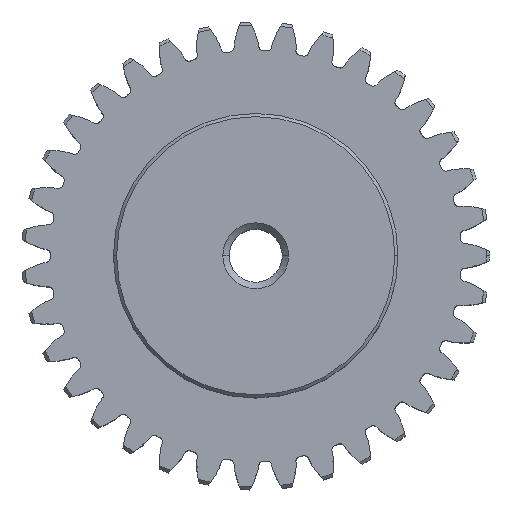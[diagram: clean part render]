
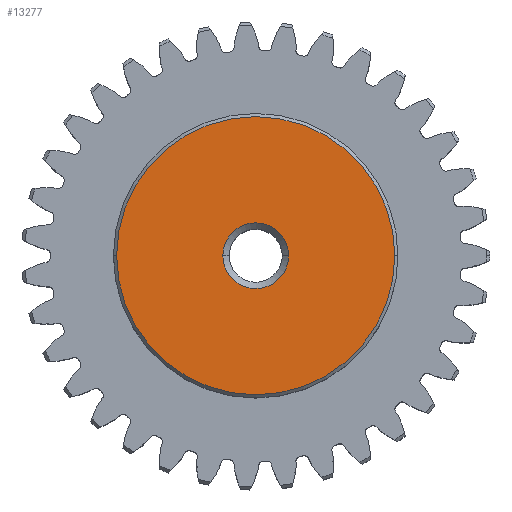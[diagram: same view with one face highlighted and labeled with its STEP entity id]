
A CAD part, top view. The second image highlights one B-rep face of the part: STEP entity #13277.
In plain terms, the highlighted planar face has unit normal (0, 0, 1).
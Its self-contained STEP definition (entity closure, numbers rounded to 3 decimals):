
#5326=CARTESIAN_POINT('',(0.,0.,35.));
#5327=DIRECTION('',(0.,0.,1.));
#5328=DIRECTION('',(1.,0.,0.));
#5329=AXIS2_PLACEMENT_3D('',#5326,#5327,#5328);
#5331=CARTESIAN_POINT('',(0.,0.,35.));
#5332=DIRECTION('',(0.,0.,1.));
#5333=DIRECTION('',(-1.,0.,0.));
#5334=AXIS2_PLACEMENT_3D('',#5331,#5332,#5333);
#5336=CARTESIAN_POINT('',(0.,0.,35.));
#5337=DIRECTION('',(0.,0.,-1.));
#5338=DIRECTION('',(1.,0.,0.));
#5339=AXIS2_PLACEMENT_3D('',#5336,#5337,#5338);
#5341=CARTESIAN_POINT('',(0.,0.,35.));
#5342=DIRECTION('',(0.,0.,-1.));
#5343=DIRECTION('',(-1.,0.,0.));
#5344=AXIS2_PLACEMENT_3D('',#5341,#5342,#5343);
#6474=CARTESIAN_POINT('',(-22.,0.,35.));
#6475=VERTEX_POINT('',#6474);
#6476=CARTESIAN_POINT('',(22.,0.,35.));
#6477=VERTEX_POINT('',#6476);
#6478=CARTESIAN_POINT('',(5.2,0.,35.));
#6479=CARTESIAN_POINT('',(-5.2,0.,35.));
#6480=VERTEX_POINT('',#6478);
#6481=VERTEX_POINT('',#6479);
#13262=CARTESIAN_POINT('',(0.,0.,35.));
#13263=DIRECTION('',(0.,0.,1.));
#13264=DIRECTION('',(1.,0.,0.));
#13265=AXIS2_PLACEMENT_3D('',#13262,#13263,#13264);
#13266=PLANE('',#13265);
#13267=ORIENTED_EDGE('',*,*,#13245,.F.);
#13268=ORIENTED_EDGE('',*,*,#13228,.F.);
#13269=EDGE_LOOP('',(#13267,#13268));
#13270=FACE_OUTER_BOUND('',#13269,.F.);
#13272=ORIENTED_EDGE('',*,*,#13271,.F.);
#13274=ORIENTED_EDGE('',*,*,#13273,.F.);
#13275=EDGE_LOOP('',(#13272,#13274));
#13276=FACE_BOUND('',#13275,.F.);
#13277=ADVANCED_FACE('',(#13270,#13276),#13266,.T.);
#5330=CIRCLE('',#5329,22.);
#5335=CIRCLE('',#5334,22.);
#5340=CIRCLE('',#5339,5.2);
#5345=CIRCLE('',#5344,5.2);
#13228=EDGE_CURVE('',#6475,#6477,#5335,.T.);
#13245=EDGE_CURVE('',#6477,#6475,#5330,.T.);
#13271=EDGE_CURVE('',#6480,#6481,#5340,.T.);
#13273=EDGE_CURVE('',#6481,#6480,#5345,.T.);
